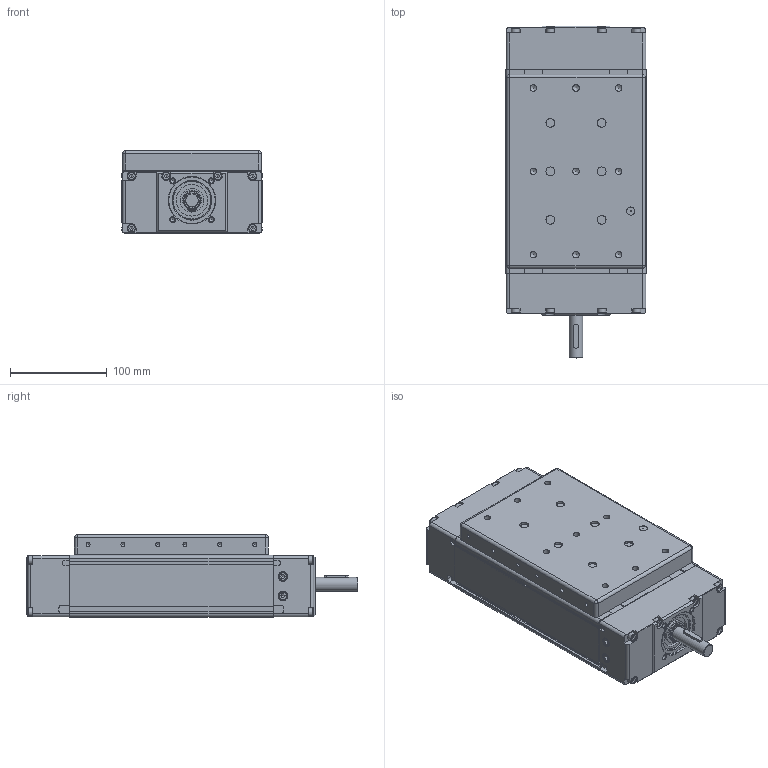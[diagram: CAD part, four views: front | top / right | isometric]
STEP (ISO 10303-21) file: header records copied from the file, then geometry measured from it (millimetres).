
FILE_DESCRIPTION((''),'2;1');
FILE_NAME('CTV 145 L 1 ASM.stp','2011-05-23T10:38:00',('Matej'),(''),'Autodesk Inventor 2011','Autodesk Inventor 2011','');
FILE_SCHEMA(('AUTOMOTIVE_DESIGN { 1 0 10303 214 1 1 1 1 }'));
Length unit declared in the file: millimetre
Products named in the file (7): CTV 145 L 1 ASM; CTV 145 L 1; PROFIL CTV 145 L; KONČNI DEL CTV 145; POGONSKI DEL CTV 145; VOZIČEK CTV 145 L; PLOŠČA CTV 145 L
Assembly tree (6 placements, depth 3):
  CTV 145 L 1 ASM
    CTV 145 L 1
      PROFIL CTV 145 L
      KONČNI DEL CTV 145
      POGONSKI DEL CTV 145
      VOZIČEK CTV 145 L
      PLOŠČA CTV 145 L
Bounding box: 145 x 342.5 x 85 mm (x, y, z)
Volume: 3209561 mm3; surface area: 321037.4 mm2
Topology: 6 solids, 6 shells, 568 faces, 1445 edges, 942 vertices
Faces by surface type: plane 359, cylinder 144, cone 43, torus 18, sphere 4
Full cylindrical faces by diameter (mm): 1 x3, 1.7 x2, 4.134 x12, 4.917 x12, 6 x6, 6.647 x9, 8.5 x19, 9 x6, 10 x4, 14 x1, 15 x6, 16.2 x1, 17 x2, 24.36 x1, 32.64 x1, 40 x1, 48 x1
Entity records: 16275 total; most frequent: CARTESIAN_POINT 2853, DIRECTION 2646, ORIENTED_EDGE 2466, EDGE_CURVE 1233, AXIS2_PLACEMENT_3D 896, VERTEX_POINT 883, VECTOR 854, LINE 854
